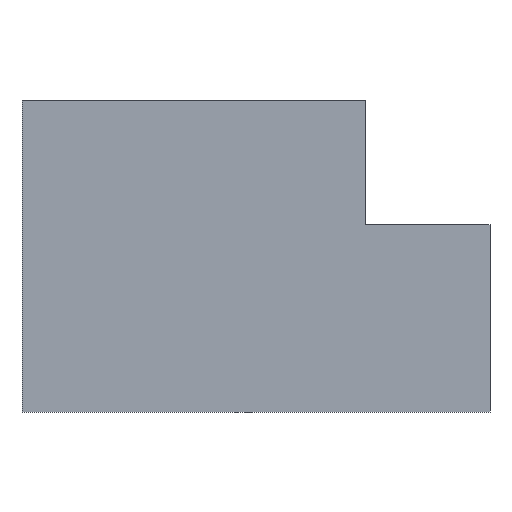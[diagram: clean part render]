
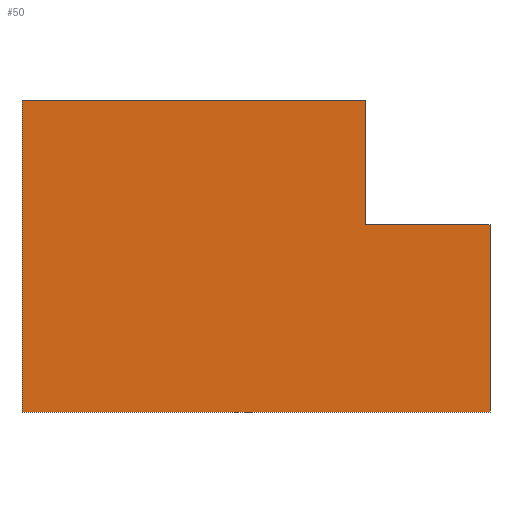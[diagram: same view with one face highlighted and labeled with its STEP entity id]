
A CAD part, front view. The second image highlights one B-rep face of the part: STEP entity #50.
In plain terms, the highlighted planar face has unit normal (0, -1, 0).
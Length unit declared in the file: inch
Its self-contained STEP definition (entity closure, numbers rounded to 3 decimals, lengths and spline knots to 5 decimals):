
#5 = VERTEX_POINT ( 'NONE', #259 ) ;
#10 = CARTESIAN_POINT ( 'NONE',  ( -3.75, 0., 2.5 ) ) ;
#15 = CARTESIAN_POINT ( 'NONE',  ( 1.75, 0., 2.5 ) ) ;
#17 = DIRECTION ( 'NONE',  ( -1., 0., 0. ) ) ;
#21 = VECTOR ( 'NONE', #145, 39.37008 ) ;
#22 = EDGE_CURVE ( 'NONE', #55, #234, #138, .T. ) ;
#35 = CARTESIAN_POINT ( 'NONE',  ( 3.75, 0., 2.5 ) ) ;
#40 = DIRECTION ( 'NONE',  ( -1., 0., 0. ) ) ;
#42 = EDGE_LOOP ( 'NONE', ( #73, #167, #48, #233, #229, #185 ) ) ;
#48 = ORIENTED_EDGE ( 'NONE', *, *, #84, .F. ) ;
#50 = ADVANCED_FACE ( 'NONE', ( #182 ), #177, .T. ) ;
#53 = CARTESIAN_POINT ( 'NONE',  ( 1.75, 0., 0.5 ) ) ;
#55 = VERTEX_POINT ( 'NONE', #53 ) ;
#62 = CARTESIAN_POINT ( 'NONE',  ( -3.75, 0., -2.5 ) ) ;
#63 = LINE ( 'NONE', #183, #238 ) ;
#71 = LINE ( 'NONE', #207, #21 ) ;
#73 = ORIENTED_EDGE ( 'NONE', *, *, #22, .T. ) ;
#82 = LINE ( 'NONE', #10, #124 ) ;
#84 = EDGE_CURVE ( 'NONE', #5, #188, #82, .T. ) ;
#107 = VECTOR ( 'NONE', #17, 39.37008 ) ;
#124 = VECTOR ( 'NONE', #153, 39.37008 ) ;
#128 = LINE ( 'NONE', #62, #107 ) ;
#130 = DIRECTION ( 'NONE',  ( 0., 0., 1. ) ) ;
#131 = DIRECTION ( 'NONE',  ( 0., -1., 0. ) ) ;
#132 = LINE ( 'NONE', #35, #195 ) ;
#138 = LINE ( 'NONE', #247, #192 ) ;
#143 = VERTEX_POINT ( 'NONE', #206 ) ;
#145 = DIRECTION ( 'NONE',  ( 1., 0., 0. ) ) ;
#153 = DIRECTION ( 'NONE',  ( 0., 0., 1. ) ) ;
#167 = ORIENTED_EDGE ( 'NONE', *, *, #270, .F. ) ;
#171 = EDGE_CURVE ( 'NONE', #143, #215, #132, .T. ) ;
#177 = PLANE ( 'NONE',  #218 ) ;
#179 = DIRECTION ( 'NONE',  ( 0., 0., -1. ) ) ;
#182 = FACE_OUTER_BOUND ( 'NONE', #42, .T. ) ;
#183 = CARTESIAN_POINT ( 'NONE',  ( 3.75, 0., 0.5 ) ) ;
#185 = ORIENTED_EDGE ( 'NONE', *, *, #191, .T. ) ;
#188 = VERTEX_POINT ( 'NONE', #267 ) ;
#191 = EDGE_CURVE ( 'NONE', #143, #55, #63, .T. ) ;
#192 = VECTOR ( 'NONE', #130, 39.37008 ) ;
#195 = VECTOR ( 'NONE', #179, 39.37008 ) ;
#196 = DIRECTION ( 'NONE',  ( 0., 0., -1. ) ) ;
#197 = CARTESIAN_POINT ( 'NONE',  ( 0., 0., 0. ) ) ;
#201 = EDGE_CURVE ( 'NONE', #215, #5, #128, .T. ) ;
#206 = CARTESIAN_POINT ( 'NONE',  ( 3.75, 0., 0.5 ) ) ;
#207 = CARTESIAN_POINT ( 'NONE',  ( -3.75, 0., 2.5 ) ) ;
#215 = VERTEX_POINT ( 'NONE', #224 ) ;
#218 = AXIS2_PLACEMENT_3D ( 'NONE', #197, #131, #196 ) ;
#224 = CARTESIAN_POINT ( 'NONE',  ( 3.75, 0., -2.5 ) ) ;
#229 = ORIENTED_EDGE ( 'NONE', *, *, #171, .F. ) ;
#233 = ORIENTED_EDGE ( 'NONE', *, *, #201, .F. ) ;
#234 = VERTEX_POINT ( 'NONE', #15 ) ;
#238 = VECTOR ( 'NONE', #40, 39.37008 ) ;
#247 = CARTESIAN_POINT ( 'NONE',  ( 1.75, 0., 2.5 ) ) ;
#259 = CARTESIAN_POINT ( 'NONE',  ( -3.75, 0., -2.5 ) ) ;
#267 = CARTESIAN_POINT ( 'NONE',  ( -3.75, 0., 2.5 ) ) ;
#270 = EDGE_CURVE ( 'NONE', #188, #234, #71, .T. ) ;
